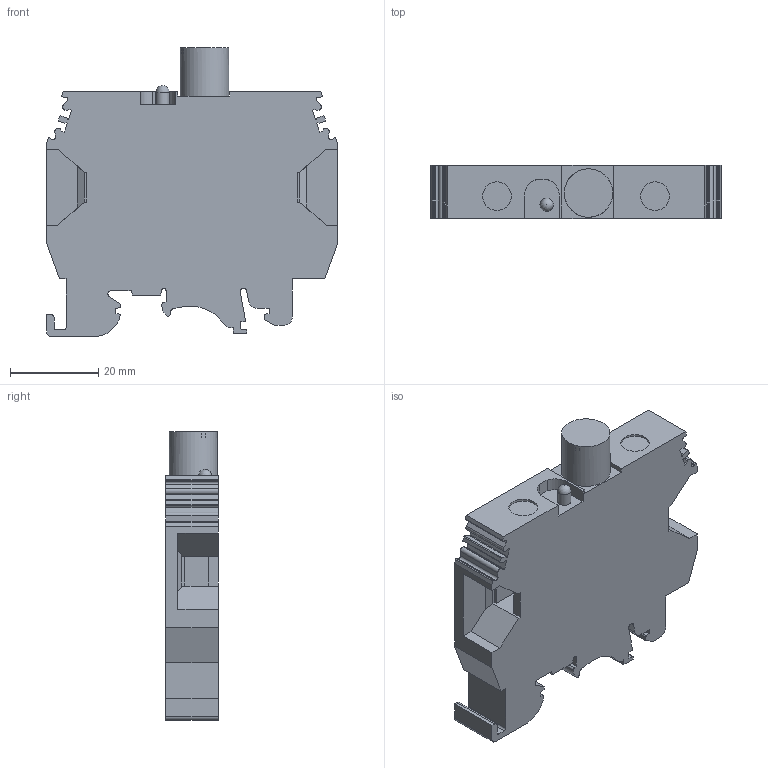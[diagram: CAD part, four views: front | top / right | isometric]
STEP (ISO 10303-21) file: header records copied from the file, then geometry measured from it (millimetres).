
FILE_DESCRIPTION(/* description */ ('Unknown'),/* implementation_level */ '2;1');
FILE_NAME(/* name */ 'KUF10D5_3D_SOLID',/* time_stamp */ '2024-12-23T16:09:59+06:00',/* author */ ('Unknown'),/* organization */ ('Unknown'),/* preprocessor_version */ 'ST-DEVELOPER v16.7',/* originating_system */ 'Solid Edge',/* authorisation */ 'Unknown');
FILE_SCHEMA (('AUTOMOTIVE_DESIGN {1 0 10303 214 3 1 1}'));
Length unit declared in the file: millimetre
Products named in the file (1): KUF10D5_3D_SOLID
Bounding box: 66 x 12 x 65.6 mm (x, y, z)
Volume: 35283.1 mm3; surface area: 11276.5 mm2
Topology: 1 solids, 1 shells, 192 faces, 546 edges, 363 vertices
Faces by surface type: plane 140, cylinder 51, sphere 1
Full cylindrical faces by diameter (mm): 3 x1, 6.5 x2, 11 x1
Entity records: 7533 total; most frequent: CARTESIAN_POINT 1091, ORIENTED_EDGE 1076, DIRECTION 1034, EDGE_CURVE 538, LINE 428, VECTOR 428, VERTEX_POINT 360, AXIS2_PLACEMENT_3D 303
